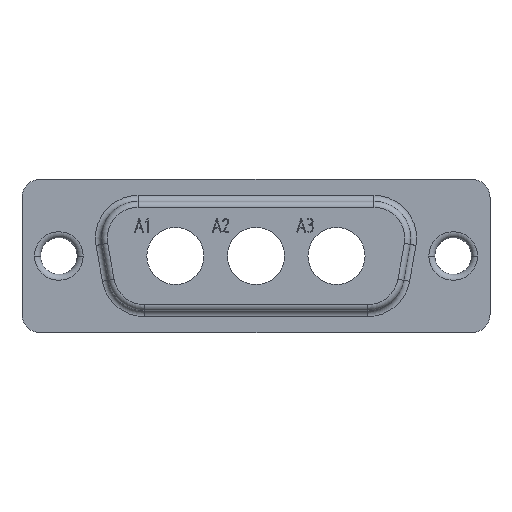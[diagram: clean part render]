
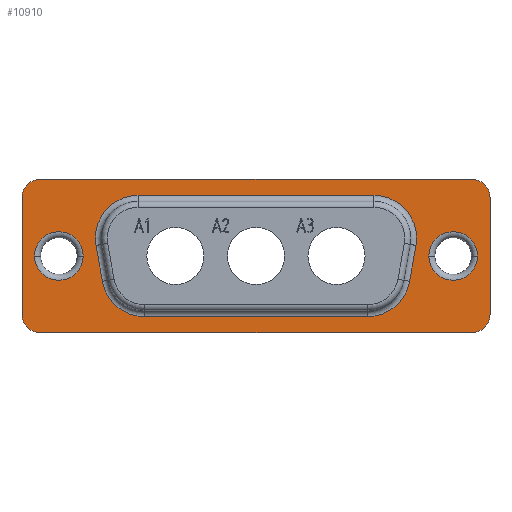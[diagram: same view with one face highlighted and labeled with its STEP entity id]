
A CAD part, front view. The second image highlights one B-rep face of the part: STEP entity #10910.
In plain terms, the highlighted face is planar.
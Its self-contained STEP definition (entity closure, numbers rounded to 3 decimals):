
#1560=CARTESIAN_POINT('',(-215.936,215.037,0.66));
#1570=VERTEX_POINT('',#1560);
#1780=CARTESIAN_POINT('',(-215.936,210.937,0.66));
#1790=VERTEX_POINT('',#1780);
#1820=CARTESIAN_POINT('',(-215.936,212.987,0.66));
#1830=DIRECTION('',(0.,0.,1.));
#1840=DIRECTION('',(0.,1.,0.));
#1850=AXIS2_PLACEMENT_3D('',#1820,#1830,#1840);
#1860=CIRCLE('',#1850,2.05);
#1870=CARTESIAN_POINT('',(-217.986,212.987,0.66));
#1880=VERTEX_POINT('',#1870);
#1890=EDGE_CURVE('',#1880,#1790,#1860,.T.);
#1910=EDGE_CURVE('',#1570,#1880,#1860,.T.);
#3510=CARTESIAN_POINT('',(-210.971,178.077,0.66));
#3520=DIRECTION('',(0.,0.,1.));
#3530=DIRECTION('',(1.,0.,0.));
#3540=AXIS2_PLACEMENT_3D('',#3510,#3520,#3530);
#3550=CIRCLE('',#3540,1.5);
#3560=CARTESIAN_POINT('',(-210.971,176.577,0.66));
#3570=VERTEX_POINT('',#3560);
#3580=CARTESIAN_POINT('',(-209.471,178.077,0.66));
#3590=VERTEX_POINT('',#3580);
#3600=EDGE_CURVE('',#3570,#3590,#3550,.T.);
#5970=CARTESIAN_POINT('',(-222.401,178.077,0.66));
#5980=VERTEX_POINT('',#5970);
#6010=CARTESIAN_POINT('',(-220.901,178.077,0.66));
#6020=DIRECTION('',(0.,0.,-1.));
#6030=DIRECTION('',(-1.,0.,0.));
#6040=AXIS2_PLACEMENT_3D('',#6010,#6020,#6030);
#6050=CIRCLE('',#6040,1.5);
#6060=CARTESIAN_POINT('',(-220.901,176.577,0.66));
#6070=VERTEX_POINT('',#6060);
#6080=EDGE_CURVE('',#6070,#5980,#6050,.T.);
#9410=CARTESIAN_POINT('',(-228.883,159.179,0.66));
#9420=DIRECTION('',(0.,0.,1.));
#9430=DIRECTION('',(0.,1.,0.));
#9440=AXIS2_PLACEMENT_3D('',#9410,#9420,#9430);
#9450=PLANE('',#9440);
#9460=CARTESIAN_POINT('',(-215.936,179.687,0.66));
#9470=DIRECTION('',(0.,0.,1.));
#9480=DIRECTION('',(0.,1.,0.));
#9490=AXIS2_PLACEMENT_3D('',#9460,#9470,#9480);
#9500=CIRCLE('',#9490,2.05);
#9510=CARTESIAN_POINT('',(-217.986,179.687,0.66));
#9520=VERTEX_POINT('',#9510);
#9530=CARTESIAN_POINT('',(-215.936,177.637,0.66));
#9540=VERTEX_POINT('',#9530);
#9550=EDGE_CURVE('',#9520,#9540,#9500,.T.);
#9560=ORIENTED_EDGE('',*,*,#9550,.F.);
#9570=CARTESIAN_POINT('',(-215.936,181.737,0.66));
#9580=VERTEX_POINT('',#9570);
#9590=EDGE_CURVE('',#9540,#9580,#9500,.T.);
#9600=ORIENTED_EDGE('',*,*,#9590,.F.);
#9610=EDGE_CURVE('',#9580,#9520,#9500,.T.);
#9620=ORIENTED_EDGE('',*,*,#9610,.F.);
#9630=EDGE_LOOP('',(#9620,#9600,#9560));
#9640=FACE_BOUND('',#9630,.T.);
#9650=CARTESIAN_POINT('',(-217.451,205.763,0.66
));
#9660=DIRECTION('',(0.,0.,-1.));
#9670=DIRECTION('',(-1.,0.,0.));
#9680=AXIS2_PLACEMENT_3D('',#9650,#9660,#9670);
#9690=CIRCLE('',#9680,3.6);
#9700=CARTESIAN_POINT('',(-221.051,205.763,0.66
));
#9710=VERTEX_POINT('',#9700);
#9720=CARTESIAN_POINT('',(-218.076,209.308,
0.66));
#9730=VERTEX_POINT('',#9720);
#9740=EDGE_CURVE('',#9710,#9730,#9690,.T.);
#9750=ORIENTED_EDGE('',*,*,#9740,.T.);
#9760=CARTESIAN_POINT('',(-221.051,175.246,0.66
));
#9770=DIRECTION('',(0.,1.,0.));
#9780=VECTOR('',#9770,1.);
#9790=LINE('',#9760,#9780);
#9800=CARTESIAN_POINT('',(-221.051,186.912,0.66
));
#9810=VERTEX_POINT('',#9800);
#9820=EDGE_CURVE('',#9810,#9710,#9790,.T.);
#9830=ORIENTED_EDGE('',*,*,#9820,.T.);
#9840=CARTESIAN_POINT('',(-217.451,186.912,0.66
));
#9850=DIRECTION('',(0.,0.,-1.));
#9860=DIRECTION('',(-1.,0.,0.));
#9870=AXIS2_PLACEMENT_3D('',#9840,#9850,#9860);
#9880=CIRCLE('',#9870,3.6);
#9890=CARTESIAN_POINT('',(-218.076,183.366,
0.66));
#9900=VERTEX_POINT('',#9890);
#9910=EDGE_CURVE('',#9900,#9810,#9880,.T.);
#9920=ORIENTED_EDGE('',*,*,#9910,.T.);
#9930=CARTESIAN_POINT('',(-194.125,179.143,
0.66));
#9940=DIRECTION('',(-0.985,0.174,0.));
#9950=VECTOR('',#9940,1.);
#9960=LINE('',#9930,#9950);
#9970=CARTESIAN_POINT('',(-215.046,182.832,
0.66));
#9980=VERTEX_POINT('',#9970);
#9990=EDGE_CURVE('',#9980,#9900,#9960,.T.);
#10000=ORIENTED_EDGE('',*,*,#9990,.T.);
#10010=CARTESIAN_POINT('',(-214.421,186.377,0.66));
#10020=DIRECTION('',(0.,0.,1.));
#10030=DIRECTION('',(1.,0.,0.));
#10040=AXIS2_PLACEMENT_3D('',#10010,#10020,#10030);
#10050=CIRCLE('',#10040,3.6);
#10060=CARTESIAN_POINT('',(-210.821,186.377,0.66));
#10070=VERTEX_POINT('',#10060);
#10080=EDGE_CURVE('',#9980,#10070,#10050,.T.);
#10090=ORIENTED_EDGE('',*,*,#10080,.F.);
#10100=CARTESIAN_POINT('',(-210.821,175.246,
0.66));
#10110=DIRECTION('',(0.,1.,0.));
#10120=VECTOR('',#10110,1.);
#10130=LINE('',#10100,#10120);
#10140=CARTESIAN_POINT('',(-210.821,206.297,0.66));
#10150=VERTEX_POINT('',#10140);
#10160=EDGE_CURVE('',#10070,#10150,#10130,.T.);
#10170=ORIENTED_EDGE('',*,*,#10160,.F.);
#10180=CARTESIAN_POINT('',(-214.421,206.297,0.66));
#10190=DIRECTION('',(0.,0.,1.));
#10200=DIRECTION('',(1.,0.,0.));
#10210=AXIS2_PLACEMENT_3D('',#10180,#10190,#10200);
#10220=CIRCLE('',#10210,3.6);
#10230=CARTESIAN_POINT('',(-215.046,209.843,
0.66));
#10240=VERTEX_POINT('',#10230);
#10250=EDGE_CURVE('',#10150,#10240,#10220,.T.);
#10260=ORIENTED_EDGE('',*,*,#10250,.F.);
#10270=CARTESIAN_POINT('',(-194.125,213.531,
0.66));
#10280=DIRECTION('',(0.985,0.174,0.));
#10290=VECTOR('',#10280,1.);
#10300=LINE('',#10270,#10290);
#10310=EDGE_CURVE('',#9730,#10240,#10300,.T.);
#10320=ORIENTED_EDGE('',*,*,#10310,.T.);
#10330=EDGE_LOOP('',(#10320,#10260,#10170,#10090,#10000,#9920,#9830,
#9750));
#10340=FACE_BOUND('',#10330,.T.);
#10350=ORIENTED_EDGE('',*,*,#1890,.F.);
#10360=EDGE_CURVE('',#1790,#1570,#1860,.T.);
#10370=ORIENTED_EDGE('',*,*,#10360,.F.);
#10380=ORIENTED_EDGE('',*,*,#1910,.F.);
#10390=EDGE_LOOP('',(#10380,#10370,#10350));
#10400=FACE_BOUND('',#10390,.T.);
#10410=ORIENTED_EDGE('',*,*,#3600,.T.);
#10420=CARTESIAN_POINT('',(-194.125,176.577,
0.66));
#10430=DIRECTION('',(-1.,0.,0.));
#10440=VECTOR('',#10430,1.);
#10450=LINE('',#10420,#10440);
#10460=EDGE_CURVE('',#3570,#6070,#10450,.T.);
#10470=ORIENTED_EDGE('',*,*,#10460,.F.);
#10480=ORIENTED_EDGE('',*,*,#6080,.F.);
#10490=CARTESIAN_POINT('',(-222.401,175.246,
0.66));
#10500=DIRECTION('',(0.,1.,0.));
#10510=VECTOR('',#10500,1.);
#10520=LINE('',#10490,#10510);
#10530=CARTESIAN_POINT('',(-222.401,214.597,0.66));
#10540=VERTEX_POINT('',#10530);
#10550=EDGE_CURVE('',#5980,#10540,#10520,.T.);
#10560=ORIENTED_EDGE('',*,*,#10550,.F.);
#10570=CARTESIAN_POINT('',(-220.901,214.597,0.66));
#10580=DIRECTION('',(0.,0.,1.));
#10590=DIRECTION('',(1.,0.,0.));
#10600=AXIS2_PLACEMENT_3D('',#10570,#10580,#10590);
#10610=CIRCLE('',#10600,1.5);
#10620=CARTESIAN_POINT('',(-220.901,216.097,0.66));
#10630=VERTEX_POINT('',#10620);
#10640=EDGE_CURVE('',#10630,#10540,#10610,.T.);
#10650=ORIENTED_EDGE('',*,*,#10640,.T.);
#10660=CARTESIAN_POINT('',(-194.125,216.097,
0.66));
#10670=DIRECTION('',(1.,0.,0.));
#10680=VECTOR('',#10670,1.);
#10690=LINE('',#10660,#10680);
#10700=CARTESIAN_POINT('',(-210.971,216.097,0.66));
#10710=VERTEX_POINT('',#10700);
#10720=EDGE_CURVE('',#10630,#10710,#10690,.T.);
#10730=ORIENTED_EDGE('',*,*,#10720,.F.);
#10740=CARTESIAN_POINT('',(-210.971,214.597,0.66));
#10750=DIRECTION('',(0.,0.,-1.));
#10760=DIRECTION('',(-1.,0.,0.));
#10770=AXIS2_PLACEMENT_3D('',#10740,#10750,#10760);
#10780=CIRCLE('',#10770,1.5);
#10790=CARTESIAN_POINT('',(-209.471,214.597,0.66));
#10800=VERTEX_POINT('',#10790);
#10810=EDGE_CURVE('',#10710,#10800,#10780,.T.);
#10820=ORIENTED_EDGE('',*,*,#10810,.F.);
#10830=CARTESIAN_POINT('',(-209.471,175.246,
0.66));
#10840=DIRECTION('',(0.,-1.,0.));
#10850=VECTOR('',#10840,1.);
#10860=LINE('',#10830,#10850);
#10870=EDGE_CURVE('',#10800,#3590,#10860,.T.);
#10880=ORIENTED_EDGE('',*,*,#10870,.F.);
#10890=EDGE_LOOP('',(#10880,#10820,#10730,#10650,#10560,#10480,#10470,
#10410));
#10900=FACE_OUTER_BOUND('',#10890,.T.);
#10910=ADVANCED_FACE('',(#9640,#10340,#10400,#10900),#9450,.T.);
